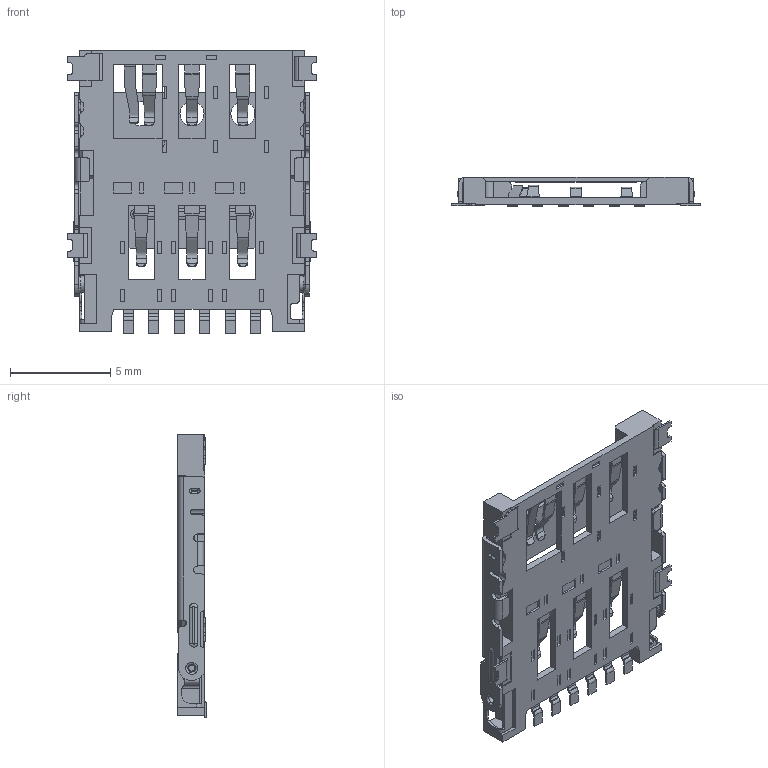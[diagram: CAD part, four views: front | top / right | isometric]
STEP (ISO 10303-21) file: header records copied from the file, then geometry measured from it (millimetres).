
FILE_DESCRIPTION(/* description */ ('STEP AP214'),/* implementation_level */ '2;1');
FILE_NAME(/* name */ 'SIM8060-6-1-14-00-A',/* time_stamp */ '2024-01-22T23:56:48+01:00',/* author */ ('License CC BY-ND 4.0'),/* organization */ ('CADENAS'),/* preprocessor_version */ 'ST-DEVELOPER v19.3',/* originating_system */ 'PARTsolutions',/* authorisation */ ' ');
FILE_SCHEMA (('AUTOMOTIVE_DESIGN {1 0 10303 214 3 1 1}'));
Length unit declared in the file: millimetre
Products named in the file (3): SIM8060-6-1-14-00-A; SIM8060-6-1-14-00-A_PART1; SIM8060-6-1-14-00-A_PART2
Assembly tree (2 placements, depth 2):
  SIM8060-6-1-14-00-A
    SIM8060-6-1-14-00-A_PART1
    SIM8060-6-1-14-00-A_PART2
Bounding box: 12.4 x 1.43 x 14.1 mm (x, y, z)
Volume: 77.8 mm3; surface area: 619.5 mm2
Topology: 2 solids, 2 shells, 1131 faces, 3007 edges, 1964 vertices
Faces by surface type: plane 809, cylinder 219, bspline 85, cone 18
Full cylindrical faces by diameter (mm): 0.4 x2, 0.8 x2, 1.2 x3
Entity records: 44618 total; most frequent: CARTESIAN_POINT 10662, ORIENTED_EDGE 5996, DIRECTION 5410, EDGE_CURVE 2998, LINE 2364, VECTOR 2364, VERTEX_POINT 1962, AXIS2_PLACEMENT_3D 1523
